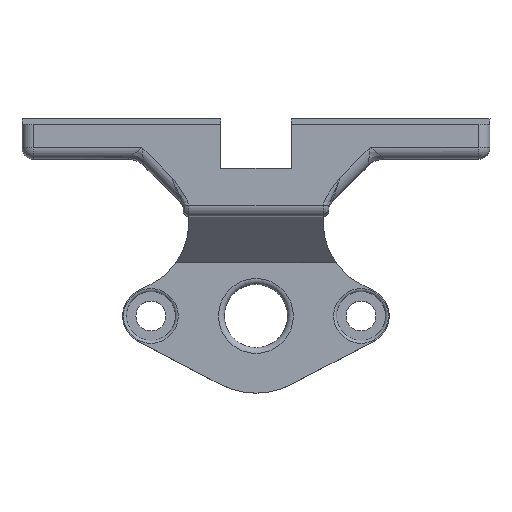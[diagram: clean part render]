
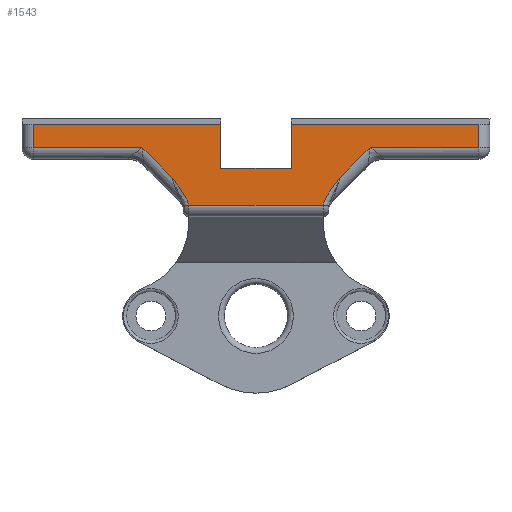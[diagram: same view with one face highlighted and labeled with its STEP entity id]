
A CAD part, top view. The second image highlights one B-rep face of the part: STEP entity #1543.
In plain terms, the highlighted planar face has unit normal (0, 0, 1).
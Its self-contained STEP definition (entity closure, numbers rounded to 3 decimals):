
#24=B_SPLINE_CURVE_WITH_KNOTS('',3,(#2552,#2553,#2554,#2555,#2556,#2557,
#2558,#2559),.UNSPECIFIED.,.F.,.F.,(4,2,1,1,4),(-0.001,0.,
0.227,0.341,0.568),.UNSPECIFIED.);
#25=B_SPLINE_CURVE_WITH_KNOTS('',3,(#2625,#2626,#2627,#2628,#2629,#2630,
#2631,#2632),.UNSPECIFIED.,.F.,.F.,(4,1,1,2,4),(0.,0.227,0.341,
0.568,0.569),.UNSPECIFIED.);
#73=PLANE('',#1716);
#140=FACE_OUTER_BOUND('',#242,.T.);
#242=EDGE_LOOP('',(#1232,#1233,#1234,#1235,#1236,#1237,#1238,#1239,#1240,
#1241,#1242,#1243,#1244,#1245));
#424=LINE('',#2501,#548);
#428=LINE('',#2572,#552);
#431=LINE('',#2743,#555);
#432=LINE('',#2776,#556);
#448=LINE('',#2815,#572);
#453=LINE('',#2826,#577);
#454=LINE('',#2828,#578);
#455=LINE('',#2829,#579);
#456=LINE('',#2830,#580);
#457=LINE('',#2832,#581);
#458=LINE('',#2834,#582);
#459=LINE('',#2835,#583);
#548=VECTOR('',#1972,10.);
#552=VECTOR('',#1986,10.);
#555=VECTOR('',#2019,10.);
#556=VECTOR('',#2032,10.);
#572=VECTOR('',#2068,10.);
#577=VECTOR('',#2079,10.);
#578=VECTOR('',#2080,10.);
#579=VECTOR('',#2081,10.);
#580=VECTOR('',#2082,10.);
#581=VECTOR('',#2083,10.);
#582=VECTOR('',#2084,10.);
#583=VECTOR('',#2085,10.);
#707=VERTEX_POINT('',#2472);
#711=VERTEX_POINT('',#2487);
#716=VERTEX_POINT('',#2499);
#717=VERTEX_POINT('',#2543);
#719=VERTEX_POINT('',#2565);
#722=VERTEX_POINT('',#2570);
#726=VERTEX_POINT('',#2622);
#727=VERTEX_POINT('',#2624);
#734=VERTEX_POINT('',#2741);
#749=VERTEX_POINT('',#2813);
#752=VERTEX_POINT('',#2825);
#753=VERTEX_POINT('',#2827);
#754=VERTEX_POINT('',#2831);
#755=VERTEX_POINT('',#2833);
#875=EDGE_CURVE('',#716,#711,#424,.T.);
#878=EDGE_CURVE('',#717,#707,#24,.T.);
#884=EDGE_CURVE('',#722,#719,#428,.T.);
#890=EDGE_CURVE('',#726,#727,#25,.T.);
#903=EDGE_CURVE('',#734,#717,#431,.T.);
#908=EDGE_CURVE('',#711,#734,#432,.T.);
#928=EDGE_CURVE('',#716,#749,#448,.T.);
#933=EDGE_CURVE('',#752,#719,#453,.T.);
#934=EDGE_CURVE('',#753,#722,#454,.T.);
#935=EDGE_CURVE('',#727,#753,#455,.T.);
#936=EDGE_CURVE('',#707,#726,#456,.F.);
#937=EDGE_CURVE('',#749,#754,#457,.T.);
#938=EDGE_CURVE('',#754,#755,#458,.T.);
#939=EDGE_CURVE('',#755,#752,#459,.T.);
#1232=ORIENTED_EDGE('',*,*,#933,.T.);
#1233=ORIENTED_EDGE('',*,*,#884,.F.);
#1234=ORIENTED_EDGE('',*,*,#934,.F.);
#1235=ORIENTED_EDGE('',*,*,#935,.F.);
#1236=ORIENTED_EDGE('',*,*,#890,.F.);
#1237=ORIENTED_EDGE('',*,*,#936,.F.);
#1238=ORIENTED_EDGE('',*,*,#878,.F.);
#1239=ORIENTED_EDGE('',*,*,#903,.F.);
#1240=ORIENTED_EDGE('',*,*,#908,.F.);
#1241=ORIENTED_EDGE('',*,*,#875,.F.);
#1242=ORIENTED_EDGE('',*,*,#928,.T.);
#1243=ORIENTED_EDGE('',*,*,#937,.T.);
#1244=ORIENTED_EDGE('',*,*,#938,.T.);
#1245=ORIENTED_EDGE('',*,*,#939,.T.);
#1543=ADVANCED_FACE('',(#140),#73,.T.);
#1716=AXIS2_PLACEMENT_3D('',#2824,#2077,#2078);
#1972=DIRECTION('',(0.,-1.,0.));
#1986=DIRECTION('',(0.,1.,0.));
#2019=DIRECTION('',(-0.707,-0.707,0.));
#2032=DIRECTION('',(-1.,0.,0.));
#2068=DIRECTION('',(-1.,0.,0.));
#2077=DIRECTION('center_axis',(0.,0.,
1.));
#2078=DIRECTION('ref_axis',(-1.,0.,0.));
#2079=DIRECTION('',(-1.,0.,0.));
#2080=DIRECTION('',(-1.,0.,0.));
#2081=DIRECTION('',(-0.707,0.707,0.));
#2082=DIRECTION('',(1.,0.,0.));
#2083=DIRECTION('',(0.,-1.,0.));
#2084=DIRECTION('',(-1.,0.,0.));
#2085=DIRECTION('',(0.,1.,0.));
#2472=CARTESIAN_POINT('',(-63.29,365.349,218.482));
#2487=CARTESIAN_POINT('',(-36.35,375.349,218.482));
#2499=CARTESIAN_POINT('',(-36.35,379.349,218.482));
#2501=CARTESIAN_POINT('',(-36.35,359.002,218.482));
#2543=CARTESIAN_POINT('',(-60.35,370.177,218.482));
#2552=CARTESIAN_POINT('Ctrl Pts',(-60.35,370.177,218.482));
#2553=CARTESIAN_POINT('Ctrl Pts',(-60.353,370.174,218.482));
#2554=CARTESIAN_POINT('Ctrl Pts',(-60.356,370.17,218.482));
#2555=CARTESIAN_POINT('Ctrl Pts',(-60.823,369.567,218.482));
#2556=CARTESIAN_POINT('Ctrl Pts',(-61.523,368.664,218.482));
#2557=CARTESIAN_POINT('Ctrl Pts',(-62.608,367.12,218.482));
#2558=CARTESIAN_POINT('Ctrl Pts',(-63.152,366.094,218.482));
#2559=CARTESIAN_POINT('Ctrl Pts',(-63.29,365.349,218.482));
#2565=CARTESIAN_POINT('',(-113.652,379.349,218.482));
#2570=CARTESIAN_POINT('',(-113.652,375.349,218.482));
#2572=CARTESIAN_POINT('',(-113.651,359.,218.482));
#2622=CARTESIAN_POINT('',(-86.712,365.349,218.482));
#2624=CARTESIAN_POINT('',(-89.651,370.177,218.482));
#2625=CARTESIAN_POINT('Ctrl Pts',(-86.712,365.349,218.482));
#2626=CARTESIAN_POINT('Ctrl Pts',(-86.85,366.094,218.482));
#2627=CARTESIAN_POINT('Ctrl Pts',(-87.394,367.12,218.482));
#2628=CARTESIAN_POINT('Ctrl Pts',(-88.478,368.664,218.482));
#2629=CARTESIAN_POINT('Ctrl Pts',(-89.179,369.567,218.482));
#2630=CARTESIAN_POINT('Ctrl Pts',(-89.645,370.17,218.482));
#2631=CARTESIAN_POINT('Ctrl Pts',(-89.648,370.174,218.482));
#2632=CARTESIAN_POINT('Ctrl Pts',(-89.651,370.177,218.482));
#2741=CARTESIAN_POINT('',(-55.178,375.349,218.482));
#2743=CARTESIAN_POINT('',(-67.445,363.082,218.482));
#2776=CARTESIAN_POINT('',(-75.001,375.349,218.482));
#2813=CARTESIAN_POINT('',(-68.85,379.349,218.482));
#2815=CARTESIAN_POINT('',(-50.35,379.349,218.482));
#2824=CARTESIAN_POINT('Origin',(-75.001,355.277,218.482));
#2825=CARTESIAN_POINT('',(-81.15,379.349,218.482));
#2826=CARTESIAN_POINT('',(-81.15,379.349,218.482));
#2827=CARTESIAN_POINT('',(-94.823,375.349,218.482));
#2828=CARTESIAN_POINT('',(-75.001,375.349,218.482));
#2829=CARTESIAN_POINT('',(-82.557,363.083,218.482));
#2830=CARTESIAN_POINT('',(-87.326,365.349,218.482));
#2831=CARTESIAN_POINT('',(-68.85,371.699,218.482));
#2832=CARTESIAN_POINT('',(-68.85,379.349,218.482));
#2833=CARTESIAN_POINT('',(-81.15,371.699,218.482));
#2834=CARTESIAN_POINT('',(-68.85,371.699,218.482));
#2835=CARTESIAN_POINT('',(-81.15,371.699,218.482));
